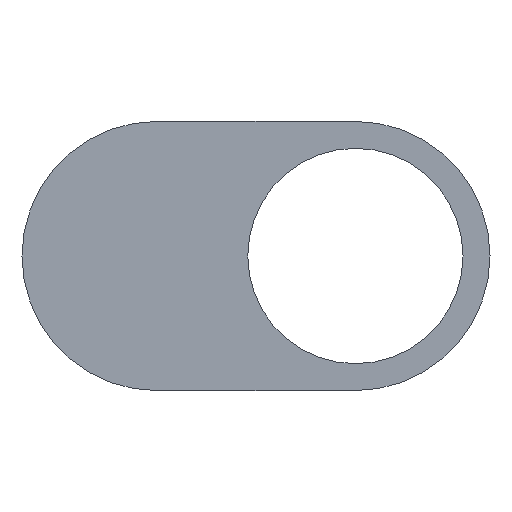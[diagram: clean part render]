
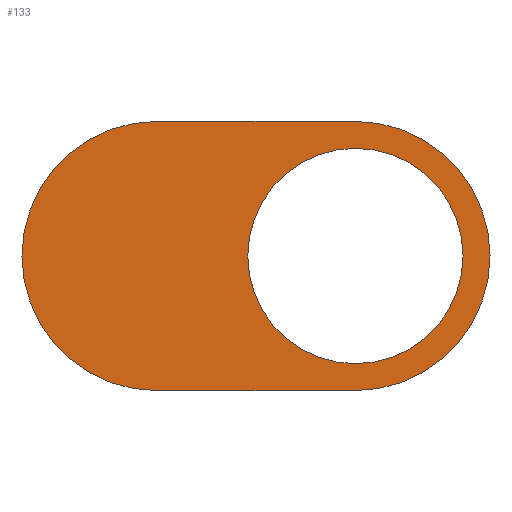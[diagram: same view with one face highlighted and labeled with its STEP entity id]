
A CAD part, front view. The second image highlights one B-rep face of the part: STEP entity #133.
In plain terms, the highlighted planar face has unit normal (0, -1, 0).
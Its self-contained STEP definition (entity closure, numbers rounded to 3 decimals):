
#1 = VERTEX_POINT ( 'NONE', #103 ) ;
#2 = ORIENTED_EDGE ( 'NONE', *, *, #22, .F. ) ;
#4 = DIRECTION ( 'NONE',  ( 1., 0., 0. ) ) ;
#17 = AXIS2_PLACEMENT_3D ( 'NONE', #171, #109, #110 ) ;
#22 = EDGE_CURVE ( 'NONE', #298, #125, #204, .T. ) ;
#25 = ORIENTED_EDGE ( 'NONE', *, *, #344, .F. ) ;
#36 = CARTESIAN_POINT ( 'NONE',  ( -302.5, 0., -39.522 ) ) ;
#49 = ORIENTED_EDGE ( 'NONE', *, *, #308, .F. ) ;
#62 = PLANE ( 'NONE',  #194 ) ;
#64 = CARTESIAN_POINT ( 'NONE',  ( -302.5, 0., -37.022 ) ) ;
#65 = DIRECTION ( 'NONE',  ( 0., 0., 1. ) ) ;
#81 = DIRECTION ( 'NONE',  ( 1., 0., 0. ) ) ;
#95 = CARTESIAN_POINT ( 'NONE',  ( -302.5, 0., -39.522 ) ) ;
#96 = FACE_OUTER_BOUND ( 'NONE', #236, .T. ) ;
#103 = CARTESIAN_POINT ( 'NONE',  ( -306.193, 0., -37.022 ) ) ;
#105 = CARTESIAN_POINT ( 'NONE',  ( -302.5, 0., -39.522 ) ) ;
#109 = DIRECTION ( 'NONE',  ( 0., 1., 0. ) ) ;
#110 = DIRECTION ( 'NONE',  ( 0., 0., 1. ) ) ;
#111 = CIRCLE ( 'NONE', #291, 2. ) ;
#120 = CARTESIAN_POINT ( 'NONE',  ( -302.5, 0., -41.522 ) ) ;
#122 = CARTESIAN_POINT ( 'NONE',  ( -306.193, 0., -37.022 ) ) ;
#125 = VERTEX_POINT ( 'NONE', #130 ) ;
#130 = CARTESIAN_POINT ( 'NONE',  ( -302.5, 0., -37.522 ) ) ;
#133 = ADVANCED_FACE ( 'NONE', ( #158, #96 ), #62, .F. ) ;
#149 = ORIENTED_EDGE ( 'NONE', *, *, #150, .T. ) ;
#150 = EDGE_CURVE ( 'NONE', #368, #268, #353, .T. ) ;
#154 = CIRCLE ( 'NONE', #381, 2.5 ) ;
#158 = FACE_BOUND ( 'NONE', #374, .T. ) ;
#163 = EDGE_CURVE ( 'NONE', #331, #268, #363, .T. ) ;
#171 = CARTESIAN_POINT ( 'NONE',  ( -302.5, 0., -39.522 ) ) ;
#177 = AXIS2_PLACEMENT_3D ( 'NONE', #105, #193, #346 ) ;
#187 = CARTESIAN_POINT ( 'NONE',  ( -306.193, 0., -39.522 ) ) ;
#193 = DIRECTION ( 'NONE',  ( 0., -1., 0. ) ) ;
#194 = AXIS2_PLACEMENT_3D ( 'NONE', #36, #343, #65 ) ;
#200 = CARTESIAN_POINT ( 'NONE',  ( -306.193, 0., -42.022 ) ) ;
#204 = CIRCLE ( 'NONE', #177, 2. ) ;
#207 = ORIENTED_EDGE ( 'NONE', *, *, #357, .F. ) ;
#208 = DIRECTION ( 'NONE',  ( 0., 0., -1. ) ) ;
#218 = DIRECTION ( 'NONE',  ( 0., 0., 1. ) ) ;
#236 = EDGE_LOOP ( 'NONE', ( #149, #365, #49, #25 ) ) ;
#242 = LINE ( 'NONE', #122, #276 ) ;
#251 = DIRECTION ( 'NONE',  ( 0., 1., 0. ) ) ;
#268 = VERTEX_POINT ( 'NONE', #327 ) ;
#276 = VECTOR ( 'NONE', #4, 1000. ) ;
#291 = AXIS2_PLACEMENT_3D ( 'NONE', #95, #311, #208 ) ;
#298 = VERTEX_POINT ( 'NONE', #120 ) ;
#308 = EDGE_CURVE ( 'NONE', #1, #331, #242, .T. ) ;
#311 = DIRECTION ( 'NONE',  ( 0., -1., 0. ) ) ;
#326 = VECTOR ( 'NONE', #81, 1000. ) ;
#327 = CARTESIAN_POINT ( 'NONE',  ( -302.5, 0., -42.022 ) ) ;
#331 = VERTEX_POINT ( 'NONE', #64 ) ;
#333 = CARTESIAN_POINT ( 'NONE',  ( -306.193, 0., -42.022 ) ) ;
#343 = DIRECTION ( 'NONE',  ( 0., 1., 0. ) ) ;
#344 = EDGE_CURVE ( 'NONE', #368, #1, #154, .T. ) ;
#346 = DIRECTION ( 'NONE',  ( 0., 0., -1. ) ) ;
#353 = LINE ( 'NONE', #200, #326 ) ;
#357 = EDGE_CURVE ( 'NONE', #125, #298, #111, .T. ) ;
#363 = CIRCLE ( 'NONE', #17, 2.5 ) ;
#365 = ORIENTED_EDGE ( 'NONE', *, *, #163, .F. ) ;
#368 = VERTEX_POINT ( 'NONE', #333 ) ;
#374 = EDGE_LOOP ( 'NONE', ( #2, #207 ) ) ;
#381 = AXIS2_PLACEMENT_3D ( 'NONE', #187, #251, #218 ) ;
